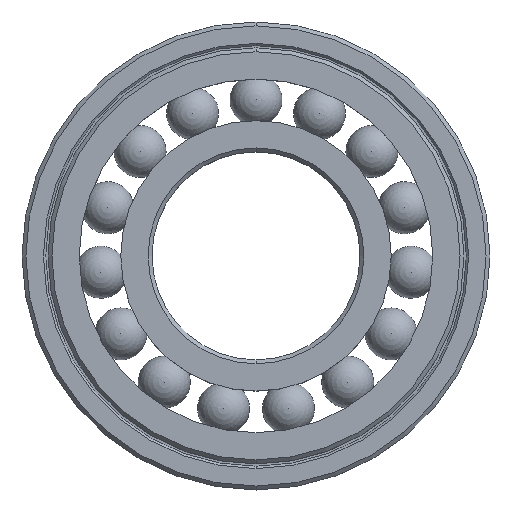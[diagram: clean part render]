
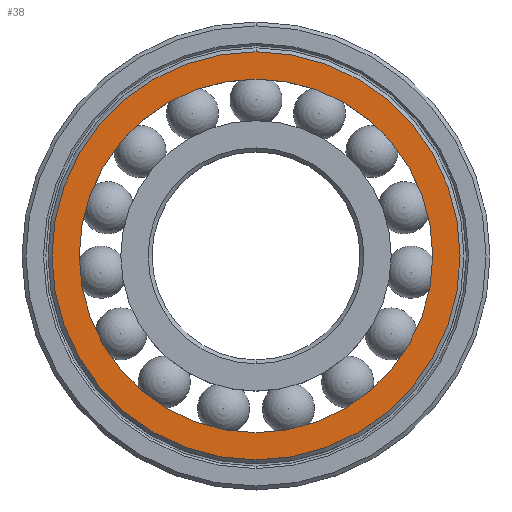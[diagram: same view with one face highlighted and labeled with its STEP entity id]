
A CAD part, top view. The second image highlights one B-rep face of the part: STEP entity #38.
In plain terms, the highlighted planar face has unit normal (0, 0, 1).
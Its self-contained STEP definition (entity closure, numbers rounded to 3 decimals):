
#38 = ADVANCED_FACE ( 'NONE', ( #789, #941 ), #1699, .F. ) ;
#83 = AXIS2_PLACEMENT_3D ( 'NONE', #1181, #1056, #1734 ) ;
#91 = CARTESIAN_POINT ( 'NONE',  ( 0., -7.85, 2. ) ) ;
#199 = CIRCLE ( 'NONE', #975, 7.85 ) ;
#260 = ORIENTED_EDGE ( 'NONE', *, *, #456, .T. ) ;
#285 = EDGE_CURVE ( 'NONE', #711, #715, #812, .T. ) ;
#326 = CARTESIAN_POINT ( 'NONE',  ( 0., 0., 2. ) ) ;
#341 = VERTEX_POINT ( 'NONE', #1730 ) ;
#355 = CARTESIAN_POINT ( 'NONE',  ( 0., 8., 2. ) ) ;
#418 = ORIENTED_EDGE ( 'NONE', *, *, #1598, .F. ) ;
#456 = EDGE_CURVE ( 'NONE', #715, #711, #199, .T. ) ;
#467 = DIRECTION ( 'NONE',  ( 0., 0., 1. ) ) ;
#488 = DIRECTION ( 'NONE',  ( 0., 1., 0. ) ) ;
#595 = EDGE_CURVE ( 'NONE', #862, #341, #1310, .T. ) ;
#659 = ORIENTED_EDGE ( 'NONE', *, *, #285, .T. ) ;
#661 = DIRECTION ( 'NONE',  ( 0., 0., 1. ) ) ;
#711 = VERTEX_POINT ( 'NONE', #91 ) ;
#715 = VERTEX_POINT ( 'NONE', #898 ) ;
#789 = FACE_OUTER_BOUND ( 'NONE', #1726, .T. ) ;
#812 = CIRCLE ( 'NONE', #1721, 7.85 ) ;
#822 = AXIS2_PLACEMENT_3D ( 'NONE', #1294, #1674, #856 ) ;
#856 = DIRECTION ( 'NONE',  ( 0., -1., 0. ) ) ;
#862 = VERTEX_POINT ( 'NONE', #1422 ) ;
#898 = CARTESIAN_POINT ( 'NONE',  ( 0., 7.85, 2. ) ) ;
#941 = FACE_BOUND ( 'NONE', #1438, .T. ) ;
#975 = AXIS2_PLACEMENT_3D ( 'NONE', #326, #467, #1267 ) ;
#1056 = DIRECTION ( 'NONE',  ( 0., 0., 1. ) ) ;
#1167 = DIRECTION ( 'NONE',  ( 0., 0., -1. ) ) ;
#1181 = CARTESIAN_POINT ( 'NONE',  ( 0., 0., 2. ) ) ;
#1267 = DIRECTION ( 'NONE',  ( 0., 1., 0. ) ) ;
#1294 = CARTESIAN_POINT ( 'NONE',  ( 0., 0., 2. ) ) ;
#1310 = CIRCLE ( 'NONE', #822, 6.8 ) ;
#1422 = CARTESIAN_POINT ( 'NONE',  ( 0., -6.8, 2. ) ) ;
#1438 = EDGE_LOOP ( 'NONE', ( #1646, #418 ) ) ;
#1462 = AXIS2_PLACEMENT_3D ( 'NONE', #355, #1167, #488 ) ;
#1597 = DIRECTION ( 'NONE',  ( 0., 1., 0. ) ) ;
#1598 = EDGE_CURVE ( 'NONE', #341, #862, #1614, .T. ) ;
#1607 = CARTESIAN_POINT ( 'NONE',  ( 0., 0., 2. ) ) ;
#1614 = CIRCLE ( 'NONE', #83, 6.8 ) ;
#1646 = ORIENTED_EDGE ( 'NONE', *, *, #595, .F. ) ;
#1674 = DIRECTION ( 'NONE',  ( 0., 0., 1. ) ) ;
#1699 = PLANE ( 'NONE',  #1462 ) ;
#1721 = AXIS2_PLACEMENT_3D ( 'NONE', #1607, #661, #1597 ) ;
#1726 = EDGE_LOOP ( 'NONE', ( #260, #659 ) ) ;
#1730 = CARTESIAN_POINT ( 'NONE',  ( 0., 6.8, 2. ) ) ;
#1734 = DIRECTION ( 'NONE',  ( 0., -1., 0. ) ) ;
